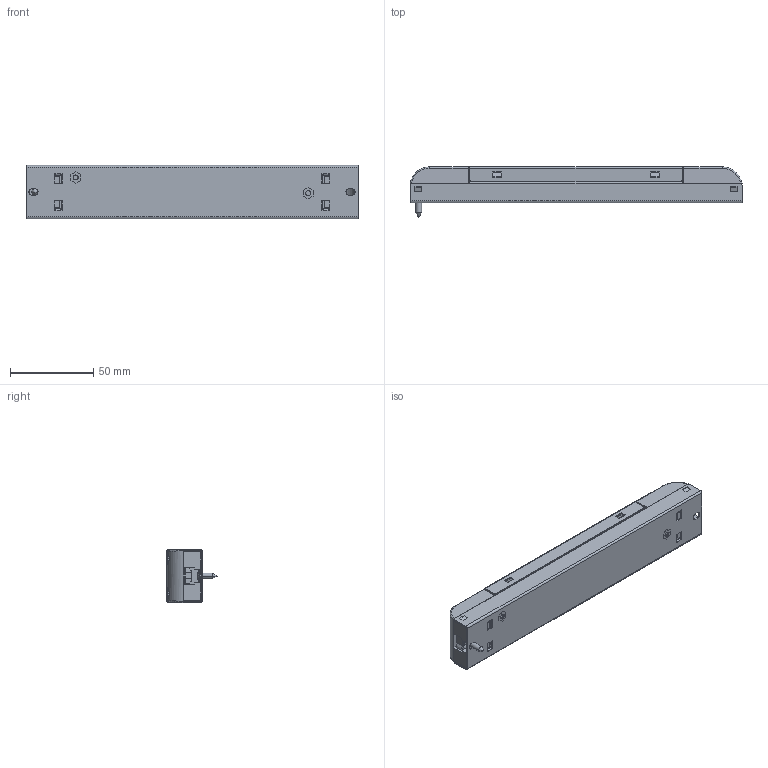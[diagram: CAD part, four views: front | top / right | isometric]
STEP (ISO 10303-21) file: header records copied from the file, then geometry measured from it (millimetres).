
FILE_DESCRIPTION((''),'2;1');
FILE_NAME('000-15W_ASM','2020-03-25T',('Administrator'),(''),'PRO/ENGINEER BY PARAMETRIC TECHNOLOGY CORPORATION, 2015070','PRO/ENGINEER BY PARAMETRIC TECHNOLOGY CORPORATION, 2015070','');
FILE_SCHEMA(('CONFIG_CONTROL_DESIGN'));
Length unit declared in the file: millimetre
Products named in the file (15): MB_15W; DG250-3P5_TERMINAL; ______; DG250-3P5-MUTE; PLACEMENT_15W_ASM; TOP_COVER_15W; INSULATING_TRIP_15W; BOTTOM_COVER_15W; INSERT-NUT_M3; BOTTOM_COVER_15W-ASSY_ASM; LINE-PRESSING-BT; LINE-PRESSING-ACIN; PORT_COVER-15W; SCREW-ST3P5; 000-15W_ASM
Assembly tree (25 placements, depth 3):
  000-15W_ASM
    PLACEMENT_15W_ASM
      MB_15W
      DG250-3P5_TERMINAL  x7
      ______  x3
      DG250-3P5-MUTE
    TOP_COVER_15W
    INSULATING_TRIP_15W
    BOTTOM_COVER_15W
    BOTTOM_COVER_15W-ASSY_ASM
      BOTTOM_COVER_15W
      INSERT-NUT_M3  x2
    LINE-PRESSING-BT
    LINE-PRESSING-ACIN
    PORT_COVER-15W  x2
    SCREW-ST3P5
Bounding box: 200 x 30.2 x 32 mm (x, y, z)
Volume: 51368.2 mm3; surface area: 129977.2 mm2
Topology: 23 solids, 23 shells, 1437 faces, 3700 edges, 2327 vertices
Faces by surface type: plane 1125, cylinder 250, cone 38, bspline 16, torus 8
Entity records: 28388 total; most frequent: CARTESIAN_POINT 5829, ORIENTED_EDGE 4658, DIRECTION 4576, EDGE_CURVE 2329, VECTOR 1784, LINE 1784, VERTEX_POINT 1457, AXIS2_PLACEMENT_3D 1396
